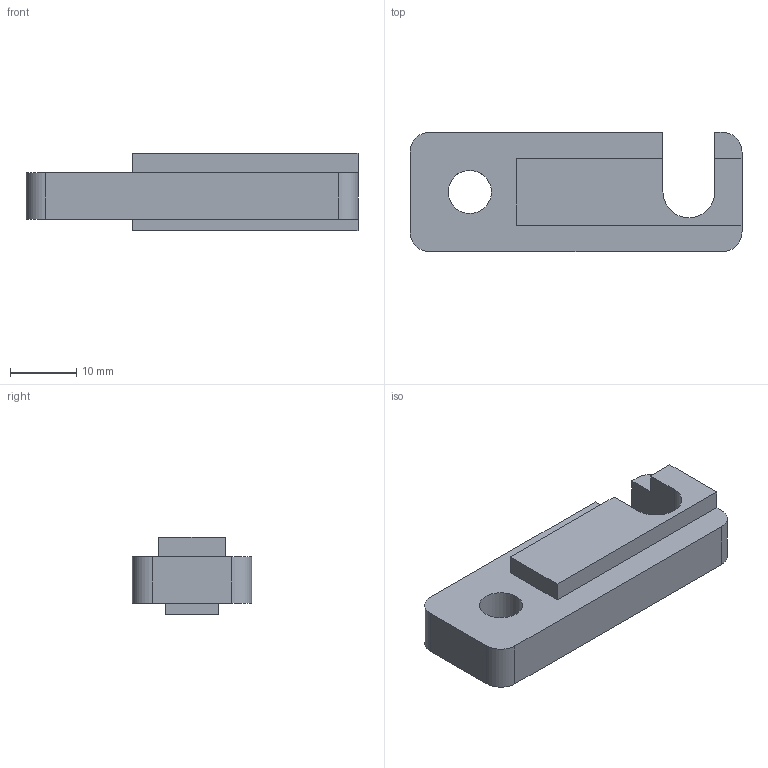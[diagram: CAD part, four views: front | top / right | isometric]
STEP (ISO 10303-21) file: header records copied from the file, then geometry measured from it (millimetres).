
FILE_DESCRIPTION((''),'2;1');
FILE_NAME('AR3615.stp','2016-10-17T11:50:59',('Envy'),(''),'Autodesk Inventor 2013','Autodesk Inventor 2013','');
FILE_SCHEMA(('AUTOMOTIVE_DESIGN { 1 0 10303 214 1 1 1 1 }'));
Length unit declared in the file: millimetre
Products named in the file (1): AR3615 uchwyt rolek
Bounding box: 50 x 18 x 11.6 mm (x, y, z)
Volume: 6527.4 mm3; surface area: 3207.1 mm2
Topology: 1 solids, 1 shells, 27 faces, 75 edges, 50 vertices
Faces by surface type: plane 21, cylinder 6
Full cylindrical faces by diameter (mm): 6.5 x1
Entity records: 920 total; most frequent: CARTESIAN_POINT 152, ORIENTED_EDGE 148, DIRECTION 142, EDGE_CURVE 74, VECTOR 62, LINE 62, VERTEX_POINT 50, AXIS2_PLACEMENT_3D 40
